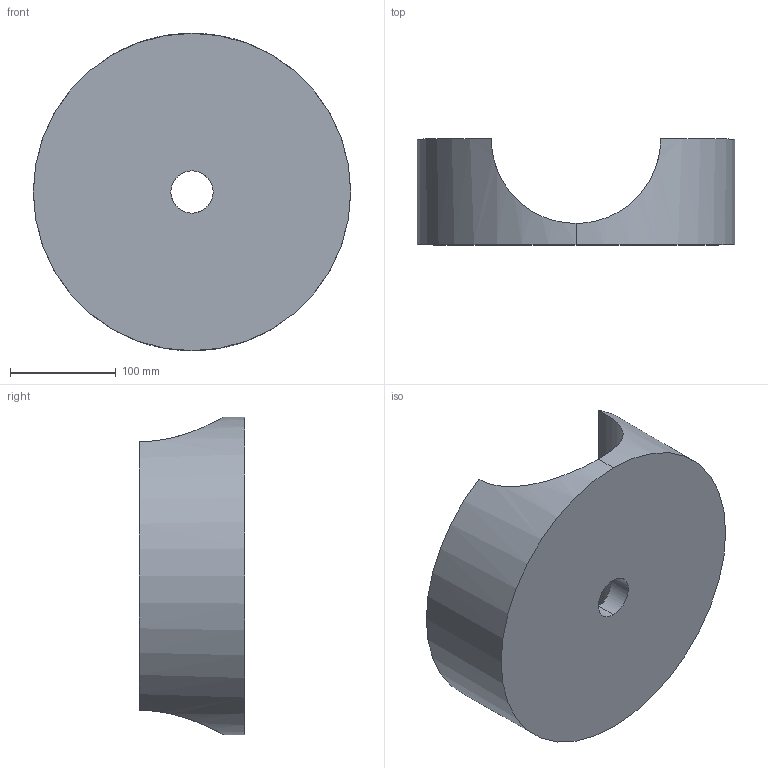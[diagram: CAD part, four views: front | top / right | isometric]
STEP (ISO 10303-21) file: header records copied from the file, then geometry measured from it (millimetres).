
FILE_DESCRIPTION (( 'STEP AP203' ), '1' );
FILE_NAME ('ShoulderJoint_1_Default_sldprt.STEP', '2022-11-01T18:15:55', ( '' ), ( '' ), 'SwSTEP 2.0', 'SolidWorks 2018', '' );
FILE_SCHEMA (( 'CONFIG_CONTROL_DESIGN' ));
Length unit declared in the file: metre
Products named in the file (1): ShoulderJoint_1_Default_sldprt
Bounding box: 300 x 100 x 300 mm (x, y, z)
Volume: 4138148.9 mm3; surface area: 238951.2 mm2
Topology: 1 solids, 1 shells, 8 faces, 18 edges, 12 vertices
Faces by surface type: cylinder 5, plane 3
Entity records: 583 total; most frequent: CARTESIAN_POINT 325, ORIENTED_EDGE 36, DIRECTION 36, EDGE_CURVE 18, AXIS2_PLACEMENT_3D 15, VERTEX_POINT 12, EDGE_LOOP 10, ADVANCED_FACE 8
